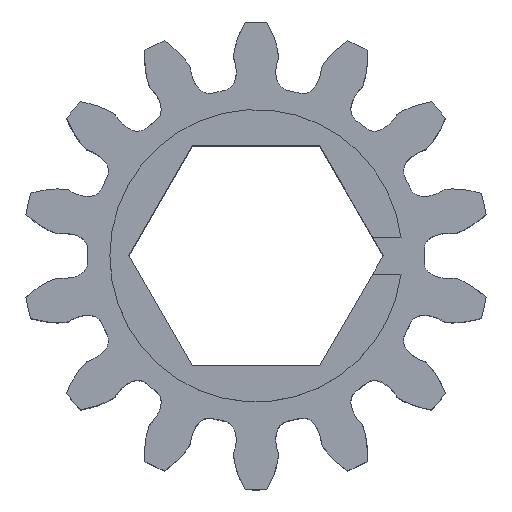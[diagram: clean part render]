
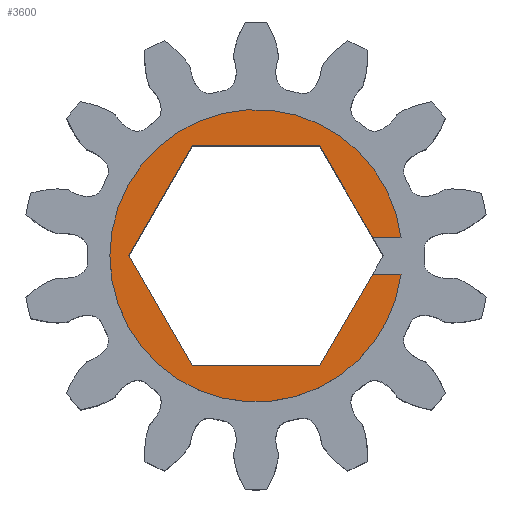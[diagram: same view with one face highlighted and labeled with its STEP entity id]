
A CAD part, top view. The second image highlights one B-rep face of the part: STEP entity #3600.
In plain terms, the highlighted planar face has unit normal (0, 0, 1).
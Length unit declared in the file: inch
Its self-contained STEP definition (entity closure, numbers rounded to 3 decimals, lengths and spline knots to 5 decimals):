
#25 = CARTESIAN_POINT ( 'NONE',  ( 0.12423, 0.03125, 0.249 ) ) ;
#62 = CARTESIAN_POINT ( 'NONE',  ( -0.10883, 0.1885, 0.249 ) ) ;
#207 = LINE ( 'NONE', #3922, #3606 ) ;
#263 = VERTEX_POINT ( 'NONE', #1383 ) ;
#335 = VECTOR ( 'NONE', #5473, 39.37008 ) ;
#356 = VERTEX_POINT ( 'NONE', #62 ) ;
#371 = CARTESIAN_POINT ( 'NONE',  ( 0.10883, -0.1885, 0.249 ) ) ;
#436 = LINE ( 'NONE', #2655, #5163 ) ;
#484 = EDGE_CURVE ( 'NONE', #3153, #3371, #5115, .T. ) ;
#582 = CARTESIAN_POINT ( 'NONE',  ( -0.21766, 0., 0.249 ) ) ;
#586 = EDGE_CURVE ( 'NONE', #3371, #4397, #5730, .T. ) ;
#770 = ORIENTED_EDGE ( 'NONE', *, *, #3614, .F. ) ;
#813 = AXIS2_PLACEMENT_3D ( 'NONE', #4705, #3852, #1544 ) ;
#868 = CARTESIAN_POINT ( 'NONE',  ( -0.21766, 0., 0.249 ) ) ;
#967 = CARTESIAN_POINT ( 'NONE',  ( 0.12423, -0.03125, 0.249 ) ) ;
#1307 = VERTEX_POINT ( 'NONE', #4178 ) ;
#1383 = CARTESIAN_POINT ( 'NONE',  ( 0.10883, -0.1885, 0.249 ) ) ;
#1440 = CARTESIAN_POINT ( 'NONE',  ( -0.10883, -0.1885, 0.249 ) ) ;
#1472 = CARTESIAN_POINT ( 'NONE',  ( 0.19962, -0.03125, 0.249 ) ) ;
#1488 = VECTOR ( 'NONE', #1864, 39.37008 ) ;
#1533 = CARTESIAN_POINT ( 'NONE',  ( 0., 0., 0.249 ) ) ;
#1541 = EDGE_CURVE ( 'NONE', #1975, #356, #2225, .T. ) ;
#1544 = DIRECTION ( 'NONE',  ( -1., 0., 0. ) ) ;
#1582 = VECTOR ( 'NONE', #3679, 39.37008 ) ;
#1633 = EDGE_CURVE ( 'NONE', #263, #3153, #2651, .T. ) ;
#1643 = DIRECTION ( 'NONE',  ( -0.5, -0.866, 0. ) ) ;
#1767 = LINE ( 'NONE', #868, #1582 ) ;
#1771 = CARTESIAN_POINT ( 'NONE',  ( 0.10883, 0.1885, 0.249 ) ) ;
#1772 = CARTESIAN_POINT ( 'NONE',  ( 0.10883, 0.1885, 0.249 ) ) ;
#1789 = FACE_OUTER_BOUND ( 'NONE', #3885, .T. ) ;
#1864 = DIRECTION ( 'NONE',  ( 1., 0., 0. ) ) ;
#1959 = DIRECTION ( 'NONE',  ( -1., 0., 0. ) ) ;
#1975 = VERTEX_POINT ( 'NONE', #1772 ) ;
#2072 = CARTESIAN_POINT ( 'NONE',  ( 0.24804, -0.03125, 0.249 ) ) ;
#2204 = DIRECTION ( 'NONE',  ( 0.5, 0.866, 0. ) ) ;
#2225 = LINE ( 'NONE', #1771, #335 ) ;
#2334 = ORIENTED_EDGE ( 'NONE', *, *, #586, .F. ) ;
#2356 = CIRCLE ( 'NONE', #813, 0.25 ) ;
#2365 = PLANE ( 'NONE',  #5451 ) ;
#2383 = LINE ( 'NONE', #25, #2543 ) ;
#2442 = LINE ( 'NONE', #1440, #1488 ) ;
#2464 = ORIENTED_EDGE ( 'NONE', *, *, #484, .F. ) ;
#2543 = VECTOR ( 'NONE', #1959, 39.37008 ) ;
#2574 = VERTEX_POINT ( 'NONE', #3739 ) ;
#2651 = LINE ( 'NONE', #371, #5063 ) ;
#2655 = CARTESIAN_POINT ( 'NONE',  ( 0.21766, 0., 0.249 ) ) ;
#2714 = EDGE_CURVE ( 'NONE', #3917, #1975, #436, .T. ) ;
#2758 = ORIENTED_EDGE ( 'NONE', *, *, #3428, .F. ) ;
#2911 = ORIENTED_EDGE ( 'NONE', *, *, #4620, .F. ) ;
#3153 = VERTEX_POINT ( 'NONE', #1472 ) ;
#3202 = DIRECTION ( 'NONE',  ( -0.5, 0.866, 0. ) ) ;
#3292 = CARTESIAN_POINT ( 'NONE',  ( 0.19962, 0.03125, 0.249 ) ) ;
#3371 = VERTEX_POINT ( 'NONE', #2072 ) ;
#3424 = ORIENTED_EDGE ( 'NONE', *, *, #3896, .F. ) ;
#3428 = EDGE_CURVE ( 'NONE', #356, #4487, #207, .T. ) ;
#3545 = ORIENTED_EDGE ( 'NONE', *, *, #3938, .F. ) ;
#3550 = ORIENTED_EDGE ( 'NONE', *, *, #2714, .F. ) ;
#3600 = ADVANCED_FACE ( 'NONE', ( #1789 ), #2365, .T. ) ;
#3606 = VECTOR ( 'NONE', #1643, 39.37008 ) ;
#3614 = EDGE_CURVE ( 'NONE', #4397, #2574, #2356, .T. ) ;
#3640 = CARTESIAN_POINT ( 'NONE',  ( 0., 0., 0.249 ) ) ;
#3679 = DIRECTION ( 'NONE',  ( 0.5, -0.866, 0. ) ) ;
#3739 = CARTESIAN_POINT ( 'NONE',  ( 0.24804, 0.03125, 0.249 ) ) ;
#3751 = DIRECTION ( 'NONE',  ( 1., 0., 0. ) ) ;
#3808 = AXIS2_PLACEMENT_3D ( 'NONE', #1533, #5233, #5208 ) ;
#3833 = ORIENTED_EDGE ( 'NONE', *, *, #1541, .F. ) ;
#3852 = DIRECTION ( 'NONE',  ( 0., 0., -1. ) ) ;
#3885 = EDGE_LOOP ( 'NONE', ( #3424, #770, #2334, #2464, #4002, #3545, #2911, #2758, #3833, #3550 ) ) ;
#3896 = EDGE_CURVE ( 'NONE', #2574, #3917, #2383, .T. ) ;
#3898 = VECTOR ( 'NONE', #3751, 39.37008 ) ;
#3917 = VERTEX_POINT ( 'NONE', #3292 ) ;
#3922 = CARTESIAN_POINT ( 'NONE',  ( -0.10883, 0.1885, 0.249 ) ) ;
#3938 = EDGE_CURVE ( 'NONE', #1307, #263, #2442, .T. ) ;
#4002 = ORIENTED_EDGE ( 'NONE', *, *, #1633, .F. ) ;
#4126 = DIRECTION ( 'NONE',  ( 1., 0., 0. ) ) ;
#4178 = CARTESIAN_POINT ( 'NONE',  ( -0.10883, -0.1885, 0.249 ) ) ;
#4187 = DIRECTION ( 'NONE',  ( 0., 0., 1. ) ) ;
#4397 = VERTEX_POINT ( 'NONE', #5207 ) ;
#4487 = VERTEX_POINT ( 'NONE', #582 ) ;
#4620 = EDGE_CURVE ( 'NONE', #4487, #1307, #1767, .T. ) ;
#4705 = CARTESIAN_POINT ( 'NONE',  ( 0., 0., 0.249 ) ) ;
#5063 = VECTOR ( 'NONE', #2204, 39.37008 ) ;
#5115 = LINE ( 'NONE', #967, #3898 ) ;
#5163 = VECTOR ( 'NONE', #3202, 39.37008 ) ;
#5207 = CARTESIAN_POINT ( 'NONE',  ( -0.25, 0., 0.249 ) ) ;
#5208 = DIRECTION ( 'NONE',  ( -1., 0., 0. ) ) ;
#5233 = DIRECTION ( 'NONE',  ( 0., 0., -1. ) ) ;
#5451 = AXIS2_PLACEMENT_3D ( 'NONE', #3640, #4187, #4126 ) ;
#5473 = DIRECTION ( 'NONE',  ( -1., 0., 0. ) ) ;
#5730 = CIRCLE ( 'NONE', #3808, 0.25 ) ;
